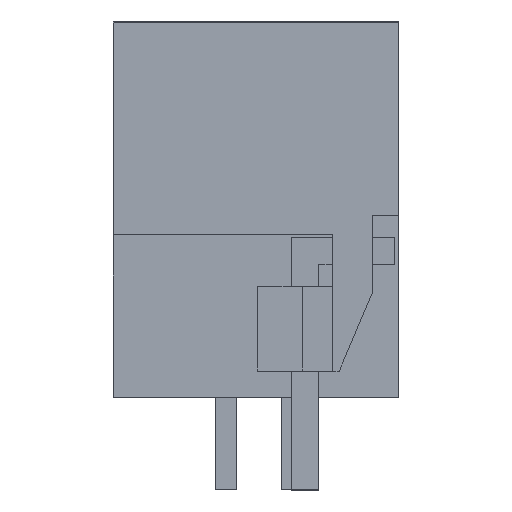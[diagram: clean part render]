
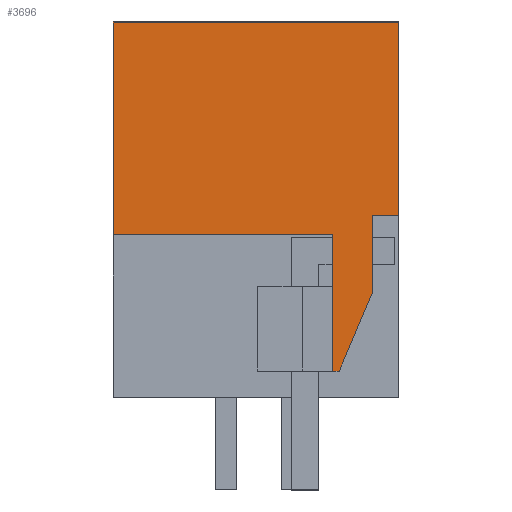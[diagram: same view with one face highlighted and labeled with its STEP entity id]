
A CAD part, left-side view. The second image highlights one B-rep face of the part: STEP entity #3696.
In plain terms, the highlighted planar face has unit normal (-1, 0, 0).
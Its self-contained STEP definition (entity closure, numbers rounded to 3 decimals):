
#3643=AXIS2_PLACEMENT_3D('Plane Axis2P3D',#3640,#3641,#3642) ;
#183=CARTESIAN_POINT('Vertex',(0.,10.8,17.7)) ;
#186=CARTESIAN_POINT('Line Origine',(0.,5.4,17.7)) ;
#190=CARTESIAN_POINT('Vertex',(0.,0.,17.7)) ;
#1725=CARTESIAN_POINT('Line Origine',(0.,0.,14.05)) ;
#1729=CARTESIAN_POINT('Vertex',(0.,0.,10.4)) ;
#2375=CARTESIAN_POINT('Vertex',(0.,10.8,9.65)) ;
#2378=CARTESIAN_POINT('Line Origine',(0.,10.8,13.675)) ;
#3640=CARTESIAN_POINT('Axis2P3D Location',(0.,10.8,0.)) ;
#3645=CARTESIAN_POINT('Line Origine',(0.,6.65,9.65)) ;
#3649=CARTESIAN_POINT('Vertex',(0.,2.5,9.65)) ;
#3652=CARTESIAN_POINT('Line Origine',(0.,2.5,7.075)) ;
#3656=CARTESIAN_POINT('Vertex',(0.,2.5,4.5)) ;
#3659=CARTESIAN_POINT('Line Origine',(0.,2.375,4.5)) ;
#3663=CARTESIAN_POINT('Vertex',(0.,2.25,4.5)) ;
#3666=CARTESIAN_POINT('Line Origine',(0.,1.623,5.979)) ;
#3670=CARTESIAN_POINT('Vertex',(0.,0.997,7.458)) ;
#3673=CARTESIAN_POINT('Line Origine',(0.,0.997,8.929)) ;
#3677=CARTESIAN_POINT('Vertex',(0.,0.997,10.4)) ;
#3680=CARTESIAN_POINT('Line Origine',(0.,0.498,10.4)) ;
#187=DIRECTION('Vector Direction',(0.,-1.,0.)) ;
#1726=DIRECTION('Vector Direction',(0.,0.,1.)) ;
#2379=DIRECTION('Vector Direction',(0.,0.,1.)) ;
#3641=DIRECTION('Axis2P3D Direction',(-1.,0.,0.)) ;
#3642=DIRECTION('Axis2P3D XDirection',(0.,-1.,0.)) ;
#3646=DIRECTION('Vector Direction',(0.,1.,0.)) ;
#3653=DIRECTION('Vector Direction',(0.,0.,1.)) ;
#3660=DIRECTION('Vector Direction',(0.,-1.,0.)) ;
#3667=DIRECTION('Vector Direction',(0.,0.39,-0.921)) ;
#3674=DIRECTION('Vector Direction',(0.,0.,1.)) ;
#3681=DIRECTION('Vector Direction',(0.,-1.,0.)) ;
#188=VECTOR('Line Direction',#187,1.) ;
#1727=VECTOR('Line Direction',#1726,1.) ;
#2380=VECTOR('Line Direction',#2379,1.) ;
#3647=VECTOR('Line Direction',#3646,1.) ;
#3654=VECTOR('Line Direction',#3653,1.) ;
#3661=VECTOR('Line Direction',#3660,1.) ;
#3668=VECTOR('Line Direction',#3667,1.) ;
#3675=VECTOR('Line Direction',#3674,1.) ;
#3682=VECTOR('Line Direction',#3681,1.) ;
#3686=ORIENTED_EDGE('',*,*,#1731,.T.) ;
#3687=ORIENTED_EDGE('',*,*,#192,.T.) ;
#3688=ORIENTED_EDGE('',*,*,#2382,.T.) ;
#3689=ORIENTED_EDGE('',*,*,#3651,.F.) ;
#3690=ORIENTED_EDGE('',*,*,#3658,.F.) ;
#3691=ORIENTED_EDGE('',*,*,#3665,.F.) ;
#3692=ORIENTED_EDGE('',*,*,#3672,.F.) ;
#3693=ORIENTED_EDGE('',*,*,#3679,.F.) ;
#3694=ORIENTED_EDGE('',*,*,#3684,.F.) ;
#3696=ADVANCED_FACE('HOUSING',(#3695),#3644,.T.) ;
#192=EDGE_CURVE('',#191,#184,#189,.F.) ;
#1731=EDGE_CURVE('',#1730,#191,#1728,.T.) ;
#2382=EDGE_CURVE('',#184,#2376,#2381,.F.) ;
#3651=EDGE_CURVE('',#3650,#2376,#3648,.T.) ;
#3658=EDGE_CURVE('',#3657,#3650,#3655,.T.) ;
#3665=EDGE_CURVE('',#3664,#3657,#3662,.F.) ;
#3672=EDGE_CURVE('',#3671,#3664,#3669,.T.) ;
#3679=EDGE_CURVE('',#3678,#3671,#3676,.F.) ;
#3684=EDGE_CURVE('',#1730,#3678,#3683,.F.) ;
#3685=EDGE_LOOP('',(#3686,#3687,#3688,#3689,#3690,#3691,#3692,#3693,#3694)) ;
#3695=FACE_OUTER_BOUND('',#3685,.T.) ;
#189=LINE('Line',#186,#188) ;
#1728=LINE('Line',#1725,#1727) ;
#2381=LINE('Line',#2378,#2380) ;
#3648=LINE('Line',#3645,#3647) ;
#3655=LINE('Line',#3652,#3654) ;
#3662=LINE('Line',#3659,#3661) ;
#3669=LINE('Line',#3666,#3668) ;
#3676=LINE('Line',#3673,#3675) ;
#3683=LINE('Line',#3680,#3682) ;
#3644=PLANE('',#3643) ;
#184=VERTEX_POINT('',#183) ;
#191=VERTEX_POINT('',#190) ;
#1730=VERTEX_POINT('',#1729) ;
#2376=VERTEX_POINT('',#2375) ;
#3650=VERTEX_POINT('',#3649) ;
#3657=VERTEX_POINT('',#3656) ;
#3664=VERTEX_POINT('',#3663) ;
#3671=VERTEX_POINT('',#3670) ;
#3678=VERTEX_POINT('',#3677) ;
